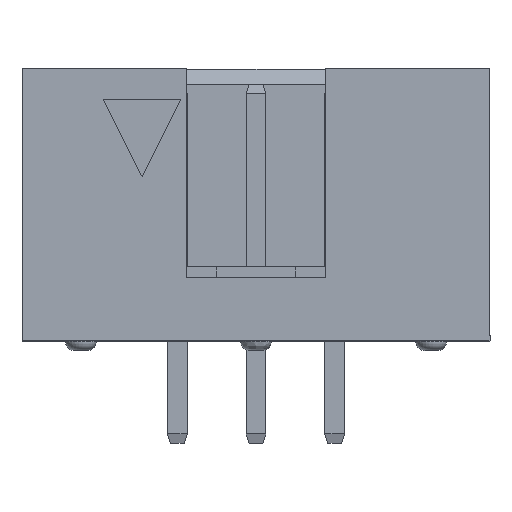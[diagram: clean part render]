
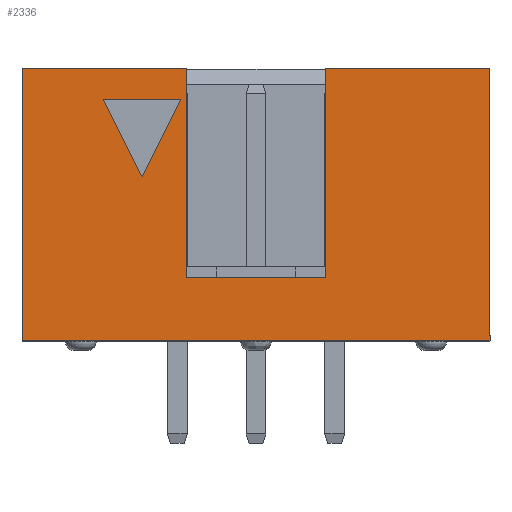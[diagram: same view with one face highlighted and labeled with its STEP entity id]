
A CAD part, top view. The second image highlights one B-rep face of the part: STEP entity #2336.
In plain terms, the highlighted planar face has unit normal (0, 0, 1).
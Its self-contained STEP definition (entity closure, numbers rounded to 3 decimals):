
#51 = EDGE_CURVE ( 'NONE', #5263, #5571, #4637, .T. ) ;
#67 = EDGE_CURVE ( 'NONE', #5263, #1589, #5238, .T. ) ;
#75 = CARTESIAN_POINT ( 'NONE',  ( -3.683, 5.3, 0. ) ) ;
#106 = LINE ( 'NONE', #75, #3755 ) ;
#352 = LINE ( 'NONE', #1143, #5554 ) ;
#355 = FACE_BOUND ( 'NONE', #1613, .T. ) ;
#373 = LINE ( 'NONE', #4470, #3045 ) ;
#393 = CARTESIAN_POINT ( 'NONE',  ( 50.716, 8.8, 0. ) ) ;
#528 = DIRECTION ( 'NONE',  ( -1., 0., 0. ) ) ;
#592 = CARTESIAN_POINT ( 'NONE',  ( 50.717, 2.05, 0. ) ) ;
#685 = LINE ( 'NONE', #4104, #3774 ) ;
#734 = VERTEX_POINT ( 'NONE', #1139 ) ;
#799 = ORIENTED_EDGE ( 'NONE', *, *, #5409, .T. ) ;
#945 = DIRECTION ( 'NONE',  ( -1., 0., 0. ) ) ;
#977 = VECTOR ( 'NONE', #4222, 1000. ) ;
#1060 = DIRECTION ( 'NONE',  ( -1., 0., 0. ) ) ;
#1139 = CARTESIAN_POINT ( 'NONE',  ( 2.25, 2.05, 0. ) ) ;
#1143 = CARTESIAN_POINT ( 'NONE',  ( 50.716, 8.8, 0. ) ) ;
#1260 = VERTEX_POINT ( 'NONE', #2452 ) ;
#1307 = CARTESIAN_POINT ( 'NONE',  ( 7.56, 8.8, 0. ) ) ;
#1468 = EDGE_LOOP ( 'NONE', ( #3353, #4392, #4631, #2987, #3225, #4865, #2495, #3061 ) ) ;
#1496 = VECTOR ( 'NONE', #528, 1000. ) ;
#1572 = VERTEX_POINT ( 'NONE', #5810 ) ;
#1589 = VERTEX_POINT ( 'NONE', #4847 ) ;
#1613 = EDGE_LOOP ( 'NONE', ( #799, #4809, #2024 ) ) ;
#1767 = CARTESIAN_POINT ( 'NONE',  ( -7.56, 0., 0. ) ) ;
#1859 = CARTESIAN_POINT ( 'NONE',  ( -7.56, 8.8, 0. ) ) ;
#1954 = CARTESIAN_POINT ( 'NONE',  ( -2.433, 7.8, 0. ) ) ;
#2024 = ORIENTED_EDGE ( 'NONE', *, *, #3076, .T. ) ;
#2282 = LINE ( 'NONE', #1954, #2557 ) ;
#2336 = ADVANCED_FACE ( 'NONE', ( #355, #3729 ), #2463, .T. ) ;
#2362 = DIRECTION ( 'NONE',  ( -1., 0., 0. ) ) ;
#2430 = DIRECTION ( 'NONE',  ( 1., 0., 0. ) ) ;
#2439 = DIRECTION ( 'NONE',  ( 0., 0., 1. ) ) ;
#2452 = CARTESIAN_POINT ( 'NONE',  ( -2.25, 2.05, 0. ) ) ;
#2457 = DIRECTION ( 'NONE',  ( -0.447, -0.894, 0. ) ) ;
#2463 = PLANE ( 'NONE',  #3335 ) ;
#2495 = ORIENTED_EDGE ( 'NONE', *, *, #3956, .T. ) ;
#2557 = VECTOR ( 'NONE', #2457, 1000. ) ;
#2591 = EDGE_CURVE ( 'NONE', #1572, #4226, #352, .T. ) ;
#2635 = CARTESIAN_POINT ( 'NONE',  ( 21.59, 0., 0. ) ) ;
#2666 = CARTESIAN_POINT ( 'NONE',  ( 50.717, 0., 0. ) ) ;
#2834 = VERTEX_POINT ( 'NONE', #3960 ) ;
#2913 = CARTESIAN_POINT ( 'NONE',  ( -3.683, 5.3, 0. ) ) ;
#2949 = DIRECTION ( 'NONE',  ( 0., 1., 0. ) ) ;
#2987 = ORIENTED_EDGE ( 'NONE', *, *, #5685, .F. ) ;
#3045 = VECTOR ( 'NONE', #4444, 1000. ) ;
#3061 = ORIENTED_EDGE ( 'NONE', *, *, #5340, .T. ) ;
#3076 = EDGE_CURVE ( 'NONE', #3144, #4158, #2282, .T. ) ;
#3117 = DIRECTION ( 'NONE',  ( 0., -1., 0. ) ) ;
#3144 = VERTEX_POINT ( 'NONE', #4094 ) ;
#3225 = ORIENTED_EDGE ( 'NONE', *, *, #67, .F. ) ;
#3250 = CARTESIAN_POINT ( 'NONE',  ( 7.56, 0., 0. ) ) ;
#3335 = AXIS2_PLACEMENT_3D ( 'NONE', #2666, #2439, #2430 ) ;
#3350 = VECTOR ( 'NONE', #3117, 1000. ) ;
#3353 = ORIENTED_EDGE ( 'NONE', *, *, #3641, .T. ) ;
#3409 = CARTESIAN_POINT ( 'NONE',  ( 2.25, 0., 0. ) ) ;
#3517 = LINE ( 'NONE', #4948, #3931 ) ;
#3641 = EDGE_CURVE ( 'NONE', #1260, #1572, #373, .T. ) ;
#3729 = FACE_OUTER_BOUND ( 'NONE', #1468, .T. ) ;
#3755 = VECTOR ( 'NONE', #4134, 1000. ) ;
#3774 = VECTOR ( 'NONE', #4000, 1000. ) ;
#3931 = VECTOR ( 'NONE', #2949, 1000. ) ;
#3956 = EDGE_CURVE ( 'NONE', #5571, #734, #5348, .T. ) ;
#3960 = CARTESIAN_POINT ( 'NONE',  ( -4.933, 7.8, 0. ) ) ;
#4000 = DIRECTION ( 'NONE',  ( 1., 0., 0. ) ) ;
#4094 = CARTESIAN_POINT ( 'NONE',  ( -2.433, 7.8, 0. ) ) ;
#4104 = CARTESIAN_POINT ( 'NONE',  ( 50.717, 7.8, 0. ) ) ;
#4134 = DIRECTION ( 'NONE',  ( -0.447, 0.894, 0. ) ) ;
#4158 = VERTEX_POINT ( 'NONE', #2913 ) ;
#4222 = DIRECTION ( 'NONE',  ( 0., -1., 0. ) ) ;
#4226 = VERTEX_POINT ( 'NONE', #1859 ) ;
#4392 = ORIENTED_EDGE ( 'NONE', *, *, #2591, .T. ) ;
#4434 = CARTESIAN_POINT ( 'NONE',  ( 2.25, 8.8, 0. ) ) ;
#4444 = DIRECTION ( 'NONE',  ( 0., 1., 0. ) ) ;
#4470 = CARTESIAN_POINT ( 'NONE',  ( -2.25, 0., 0. ) ) ;
#4631 = ORIENTED_EDGE ( 'NONE', *, *, #4813, .F. ) ;
#4637 = LINE ( 'NONE', #393, #5053 ) ;
#4809 = ORIENTED_EDGE ( 'NONE', *, *, #4925, .T. ) ;
#4813 = EDGE_CURVE ( 'NONE', #5424, #4226, #3517, .T. ) ;
#4847 = CARTESIAN_POINT ( 'NONE',  ( 7.56, 0., 0. ) ) ;
#4865 = ORIENTED_EDGE ( 'NONE', *, *, #51, .T. ) ;
#4870 = VECTOR ( 'NONE', #2362, 1000. ) ;
#4925 = EDGE_CURVE ( 'NONE', #2834, #3144, #685, .T. ) ;
#4948 = CARTESIAN_POINT ( 'NONE',  ( -7.56, 0., 0. ) ) ;
#5053 = VECTOR ( 'NONE', #945, 1000. ) ;
#5238 = LINE ( 'NONE', #3250, #977 ) ;
#5263 = VERTEX_POINT ( 'NONE', #1307 ) ;
#5340 = EDGE_CURVE ( 'NONE', #734, #1260, #5454, .T. ) ;
#5348 = LINE ( 'NONE', #3409, #3350 ) ;
#5409 = EDGE_CURVE ( 'NONE', #4158, #2834, #106, .T. ) ;
#5424 = VERTEX_POINT ( 'NONE', #1767 ) ;
#5454 = LINE ( 'NONE', #592, #1496 ) ;
#5545 = LINE ( 'NONE', #2635, #4870 ) ;
#5554 = VECTOR ( 'NONE', #1060, 1000. ) ;
#5571 = VERTEX_POINT ( 'NONE', #4434 ) ;
#5685 = EDGE_CURVE ( 'NONE', #1589, #5424, #5545, .T. ) ;
#5810 = CARTESIAN_POINT ( 'NONE',  ( -2.25, 8.8, 0. ) ) ;
